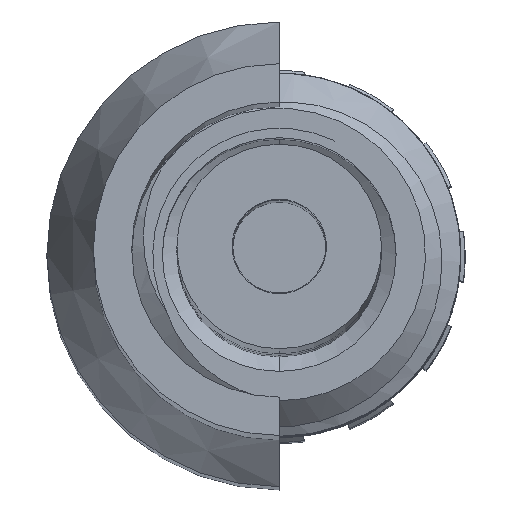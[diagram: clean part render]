
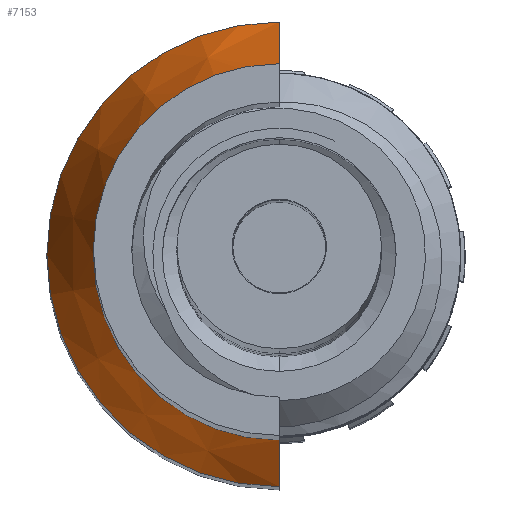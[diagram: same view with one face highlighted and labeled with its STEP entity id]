
A CAD part, top view. The second image highlights one B-rep face of the part: STEP entity #7153.
In plain terms, the highlighted conical face has half-angle 19.322 degrees and reference radius 2.25 mm.
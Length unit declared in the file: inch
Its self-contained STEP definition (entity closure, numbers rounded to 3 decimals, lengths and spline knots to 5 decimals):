
#6914=DIRECTION('',(0.,0.331,0.944));
#6915=VECTOR('',#6914,0.05949);
#6916=CARTESIAN_POINT('',(0.,-0.09843,-0.73977));
#6917=LINE('',#6916,#6915);
#6962=DIRECTION('',(0.,-0.331,0.944));
#6963=VECTOR('',#6962,0.05949);
#6964=CARTESIAN_POINT('',(0.,0.09843,-0.73977));
#6965=LINE('',#6964,#6963);
#6989=CARTESIAN_POINT('',(0.,0.,-0.73977));
#6990=DIRECTION('',(0.,0.,1.));
#6991=DIRECTION('',(0.,1.,0.));
#6992=AXIS2_PLACEMENT_3D('',#6989,#6990,#6991);
#6994=CARTESIAN_POINT('',(0.,0.,-0.68363));
#6995=DIRECTION('',(0.,0.,1.));
#6996=DIRECTION('',(0.,1.,0.));
#6997=AXIS2_PLACEMENT_3D('',#6994,#6995,#6996);
#7034=CARTESIAN_POINT('',(0.,0.09843,-0.73977));
#7035=CARTESIAN_POINT('',(0.,0.07874,-0.68363));
#7036=VERTEX_POINT('',#7034);
#7037=VERTEX_POINT('',#7035);
#7048=CARTESIAN_POINT('',(0.,-0.09843,-0.73977));
#7049=CARTESIAN_POINT('',(0.,-0.07874,-0.68363));
#7050=VERTEX_POINT('',#7048);
#7051=VERTEX_POINT('',#7049);
#7141=CARTESIAN_POINT('',(0.,0.,-0.7117));
#7142=DIRECTION('',(0.,0.,-1.));
#7143=DIRECTION('',(0.,-1.,0.));
#7144=AXIS2_PLACEMENT_3D('',#7141,#7142,#7143);
#7145=CONICAL_SURFACE('',#7144,0.08858,19.322);
#7146=ORIENTED_EDGE('',*,*,#7093,.T.);
#7148=ORIENTED_EDGE('',*,*,#7147,.T.);
#7149=ORIENTED_EDGE('',*,*,#7069,.F.);
#7150=ORIENTED_EDGE('',*,*,#7135,.F.);
#7151=EDGE_LOOP('',(#7146,#7148,#7149,#7150));
#7152=FACE_OUTER_BOUND('',#7151,.F.);
#7153=ADVANCED_FACE('',(#7152),#7145,.T.);
#6993=CIRCLE('',#6992,0.09843);
#6998=CIRCLE('',#6997,0.07874);
#7069=EDGE_CURVE('',#7050,#7051,#6917,.T.);
#7093=EDGE_CURVE('',#7036,#7037,#6965,.T.);
#7135=EDGE_CURVE('',#7036,#7050,#6993,.T.);
#7147=EDGE_CURVE('',#7037,#7051,#6998,.T.);
